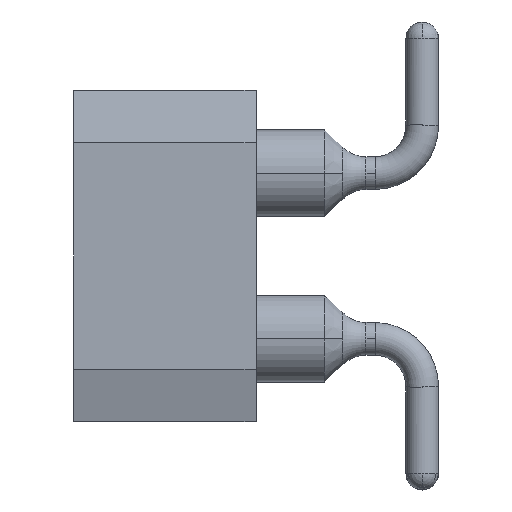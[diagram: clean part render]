
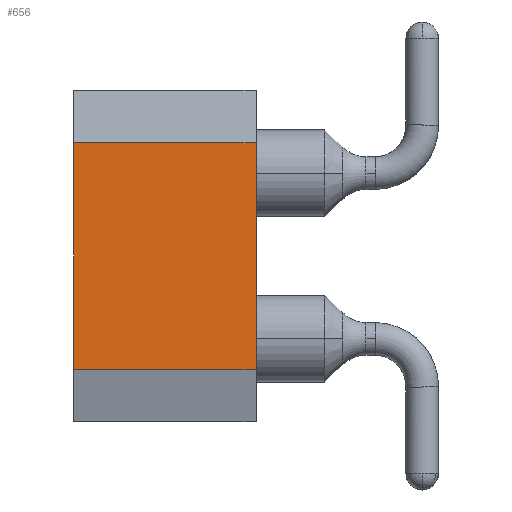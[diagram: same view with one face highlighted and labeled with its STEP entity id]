
A CAD part, left-side view. The second image highlights one B-rep face of the part: STEP entity #656.
In plain terms, the highlighted planar face has unit normal (-1, 0, 0).
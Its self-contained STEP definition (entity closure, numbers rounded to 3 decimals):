
#656=ADVANCED_FACE('',(#1665),#1666,.T.);
#1665=FACE_OUTER_BOUND('',#3048,.T.);
#1666=PLANE('',#3049);
#3048=EDGE_LOOP('',(#4973,#4974,#4975,#4976));
#3049=AXIS2_PLACEMENT_3D('',#4977,#4978,#4979);
#4973=ORIENTED_EDGE('',*,*,#8288,.T.);
#4974=ORIENTED_EDGE('',*,*,#8428,.F.);
#4975=ORIENTED_EDGE('',*,*,#8429,.F.);
#4976=ORIENTED_EDGE('',*,*,#8430,.T.);
#4977=CARTESIAN_POINT('',(-6.35,0.,0.));
#4978=DIRECTION('',(-1.0,0.0,0.0));
#4979=DIRECTION('',(0.0,0.,1.0));
#8288=EDGE_CURVE('',#10027,#10025,#10028,.T.);
#8428=EDGE_CURVE('',#10250,#10025,#10251,.T.);
#8429=EDGE_CURVE('',#10252,#10250,#10253,.T.);
#8430=EDGE_CURVE('',#10252,#10027,#10254,.T.);
#10025=VERTEX_POINT('',#12350);
#10027=VERTEX_POINT('',#12353);
#10028=LINE('',#12354,#12355);
#10250=VERTEX_POINT('',#12654);
#10251=LINE('',#12655,#12656);
#10252=VERTEX_POINT('',#12657);
#10253=LINE('',#12658,#12659);
#10254=LINE('',#12660,#12661);
#12350=CARTESIAN_POINT('',(-6.35,2.8,-1.74));
#12353=CARTESIAN_POINT('',(-6.35,2.8,1.74));
#12354=CARTESIAN_POINT('',(-6.35,2.8,1.74));
#12355=VECTOR('',#14994,1.0);
#12654=CARTESIAN_POINT('',(-6.35,0.,-1.74));
#12655=CARTESIAN_POINT('',(-6.35,0.,-1.74));
#12656=VECTOR('',#15216,1.0);
#12657=CARTESIAN_POINT('',(-6.35,0.,1.74));
#12658=CARTESIAN_POINT('',(-6.35,0.,1.74));
#12659=VECTOR('',#15217,1.0);
#12660=CARTESIAN_POINT('',(-6.35,0.,1.74));
#12661=VECTOR('',#15218,1.0);
#14994=DIRECTION('',(0.0,0.,-1.0));
#15216=DIRECTION('',(0.0,1.0,0.));
#15217=DIRECTION('',(0.0,0.,-1.0));
#15218=DIRECTION('',(0.0,1.0,0.));
